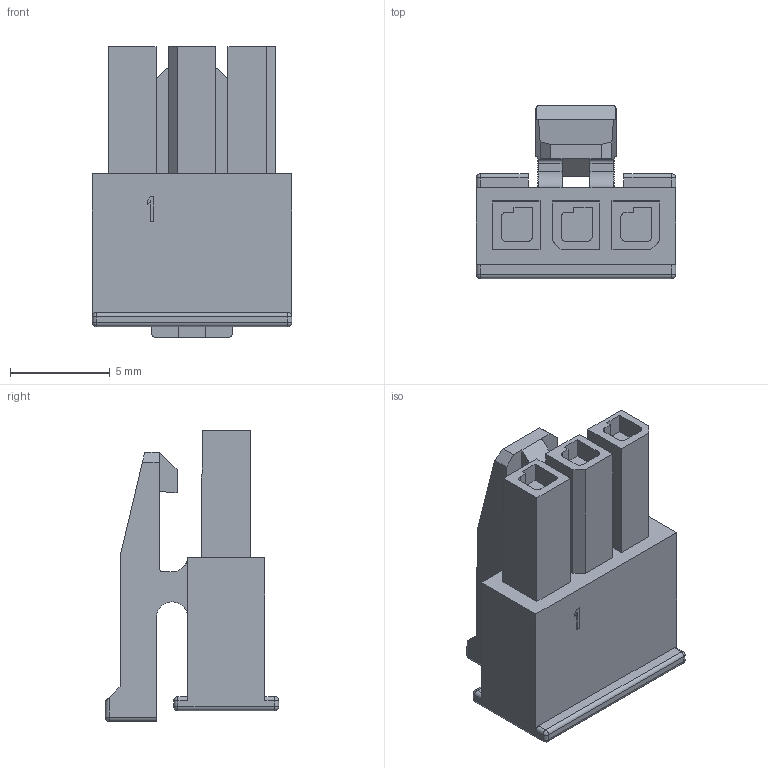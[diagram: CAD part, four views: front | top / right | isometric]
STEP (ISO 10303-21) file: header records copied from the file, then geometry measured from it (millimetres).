
FILE_DESCRIPTION((''),'2;1');
FILE_NAME('C-1445022-3','2020-01-02T06:21:24',('workeradm'),('TE Connectivity Ltd.'),'CREO PARAMETRIC BY PTC INC, 2019030','CREO PARAMETRIC BY PTC INC, 2019030','');
FILE_SCHEMA(('AUTOMOTIVE_DESIGN { 1 0 10303 214 1 1 1 1 }'));
Length unit declared in the file: millimetre
Products named in the file (1): C-1445022-3
Bounding box: 10 x 8.7 x 14.57 mm (x, y, z)
Volume: 483.9 mm3; surface area: 717.8 mm2
Topology: 1 solids, 1 shells, 238 faces, 610 edges, 382 vertices
Faces by surface type: plane 157, cylinder 53, cone 18, sphere 10
Entity records: 7302 total; most frequent: CARTESIAN_POINT 1283, ORIENTED_EDGE 1220, DIRECTION 1200, EDGE_CURVE 610, VECTOR 486, LINE 486, VERTEX_POINT 382, AXIS2_PLACEMENT_3D 357
